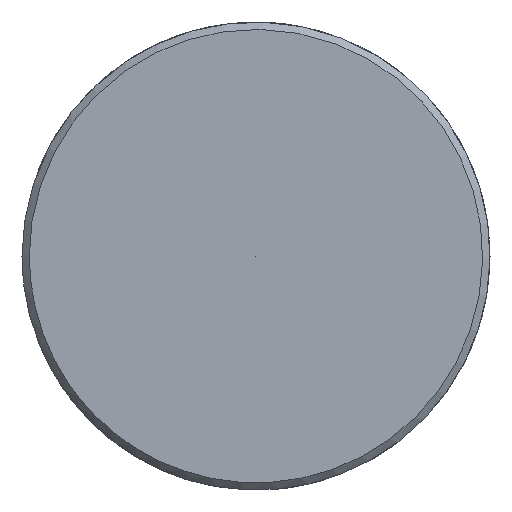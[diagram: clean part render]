
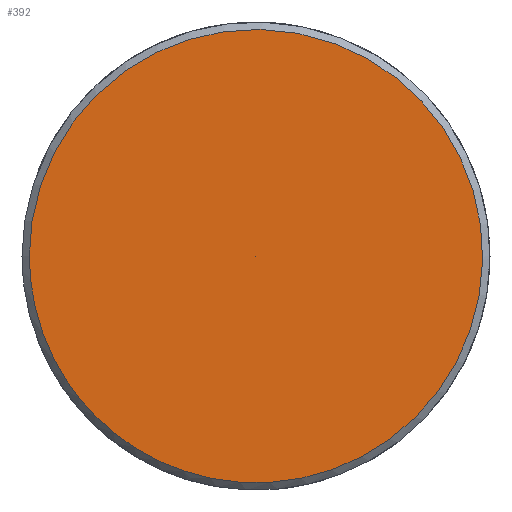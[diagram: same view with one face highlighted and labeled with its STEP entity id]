
A CAD part, left-side view. The second image highlights one B-rep face of the part: STEP entity #392.
In plain terms, the highlighted free-form (B-spline) face has degree [5, 1] with [6, 2] control points.
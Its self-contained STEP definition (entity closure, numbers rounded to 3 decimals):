
#320 = CARTESIAN_POINT ('', (-152., 7.75, 0.));
#321 = VERTEX_POINT ('', #320);
#329 = CARTESIAN_POINT ('', (-152., 7.75, 0.));
#330 = CARTESIAN_POINT ('', (-152., 7.75, 31.));
#331 = CARTESIAN_POINT ('', (-152., -23.25, 15.5));
#332 = CARTESIAN_POINT ('', (-152., -23.25, -15.5));
#333 = CARTESIAN_POINT ('', (-152., 7.75, -31.));
#334 = CARTESIAN_POINT ('', (-152., 7.75, 0.));
#335 = (
   BOUNDED_CURVE ()
   B_SPLINE_CURVE (5, (#329, #330, #331, #332, #333, #334), .UNSPECIFIED., .T., .U.)
   B_SPLINE_CURVE_WITH_KNOTS ((6, 6), (0., 1.), .UNSPECIFIED.)
   CURVE ()
   GEOMETRIC_REPRESENTATION_ITEM ()
   RATIONAL_B_SPLINE_CURVE ((5., 1., 1., 1., 1., 5.))
   REPRESENTATION_ITEM ('')
);
#336 = EDGE_CURVE ('', #321, #321, #335, .T.);
#368 = CARTESIAN_POINT ('', (-152., 0., 0.));
#369 = VERTEX_POINT ('', #368);
#370 = CARTESIAN_POINT ('', (-152., 0., 0.));
#371 = CARTESIAN_POINT ('', (-152., 7.75, 0.));
#372 = B_SPLINE_CURVE_WITH_KNOTS ('', 1, (#370, #371), .UNSPECIFIED., .F., .U., (2, 2), (0., 1.), .UNSPECIFIED.);
#373 = EDGE_CURVE ('', #369, #321, #372, .T.);
#374 = ORIENTED_EDGE ('', *, *, #373, .F.);
#375 = ORIENTED_EDGE ('', *, *, #373, .T.);
#376 = ORIENTED_EDGE ('', *, *, #336, .F.);
#377 = EDGE_LOOP ('', (#374, #375, #376));
#378 = FACE_OUTER_BOUND ('', #377, .T.);
#379 = CARTESIAN_POINT ('', (-152., 0., 0.));
#380 = CARTESIAN_POINT ('', (-152., 7.75, 0.));
#381 = CARTESIAN_POINT ('', (-152., 0., 0.));
#382 = CARTESIAN_POINT ('', (-152., 7.75, 31.));
#383 = CARTESIAN_POINT ('', (-152., 0., 0.));
#384 = CARTESIAN_POINT ('', (-152., -23.25, 15.5));
#385 = CARTESIAN_POINT ('', (-152., 0., 0.));
#386 = CARTESIAN_POINT ('', (-152., -23.25, -15.5));
#387 = CARTESIAN_POINT ('', (-152., 0., 0.));
#388 = CARTESIAN_POINT ('', (-152., 7.75, -31.));
#389 = CARTESIAN_POINT ('', (-152., 0., 0.));
#390 = CARTESIAN_POINT ('', (-152., 7.75, 0.));
#391 = (
   BOUNDED_SURFACE ()
   B_SPLINE_SURFACE (5, 1, ((#379, #380), (#381, #382), (#383, #384), (#385, #386), (#387, #388), (#389, #390)), .UNSPECIFIED., .T., .F., .U.)
   B_SPLINE_SURFACE_WITH_KNOTS ((6, 6), (2, 2), (0., 1.), (0., 1.), .UNSPECIFIED.)
   SURFACE ()
   GEOMETRIC_REPRESENTATION_ITEM ()
   RATIONAL_B_SPLINE_SURFACE (((5., 5.), (1., 1.), (1., 1.), (1., 1.), (1., 1.), (5., 5.)))
   REPRESENTATION_ITEM ('')
);
#392 = ADVANCED_FACE ('', (#378), #391, .T.);
